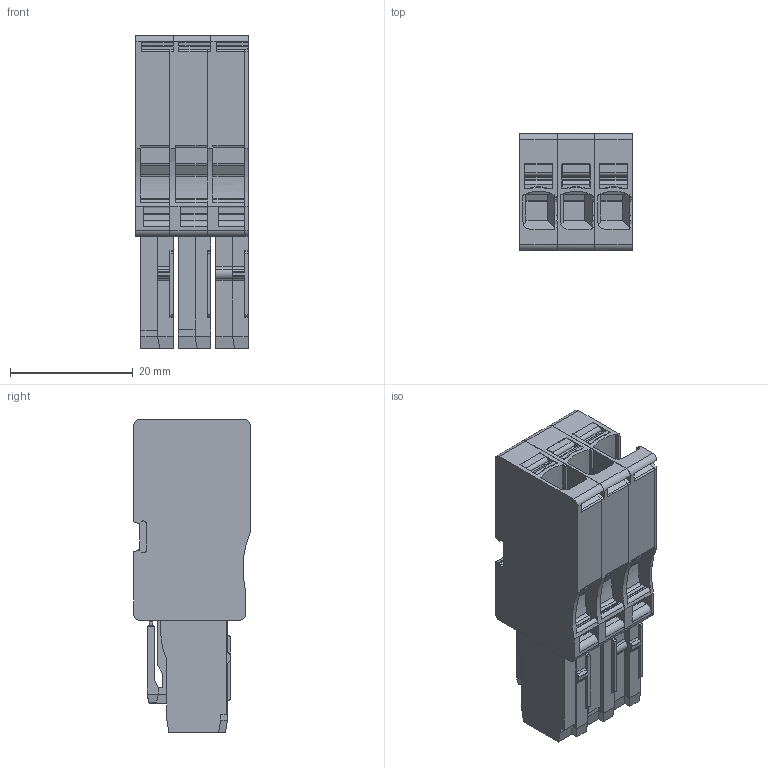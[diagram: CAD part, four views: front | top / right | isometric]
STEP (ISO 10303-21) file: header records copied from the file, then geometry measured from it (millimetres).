
FILE_DESCRIPTION(('CATIA V5R24 STEP','CAx-IF Rec.Pracs.--- Model Styling and Organization---1.2---2011-12-15'),'2;1');
FILE_NAME ('330971-1_1', '2018-08-16T13:28:03+00:00', ('Weidmueller Interface'), ('Weidmueller'), 'CATIA Version 5-6 Release 2014 SP4 HF52', 'CATIA V5 STEP AP214', 'none');
FILE_SCHEMA(('AUTOMOTIVE_DESIGN { 1 0 10303 214 1 1 1 1 }'));
Length unit declared in the file: millimetre
Products named in the file (1): 2540480000
Bounding box: 18.3 x 19 x 50.95 mm (x, y, z)
Volume: 11949.7 mm3; surface area: 11023.3 mm2
Topology: 7 solids, 7 shells, 1660 faces, 4410 edges, 2814 vertices
Faces by surface type: plane 727, cylinder 646, cone 154, torus 100, extrusion 18, revolution 9, sphere 6
Entity records: 48622 total; most frequent: CARTESIAN_POINT 9458, ORIENTED_EDGE 8808, DIRECTION 6760, EDGE_CURVE 4404, VERTEX_POINT 2814, AXIS2_PLACEMENT_3D 2775, VECTOR 2707, LINE 2689
